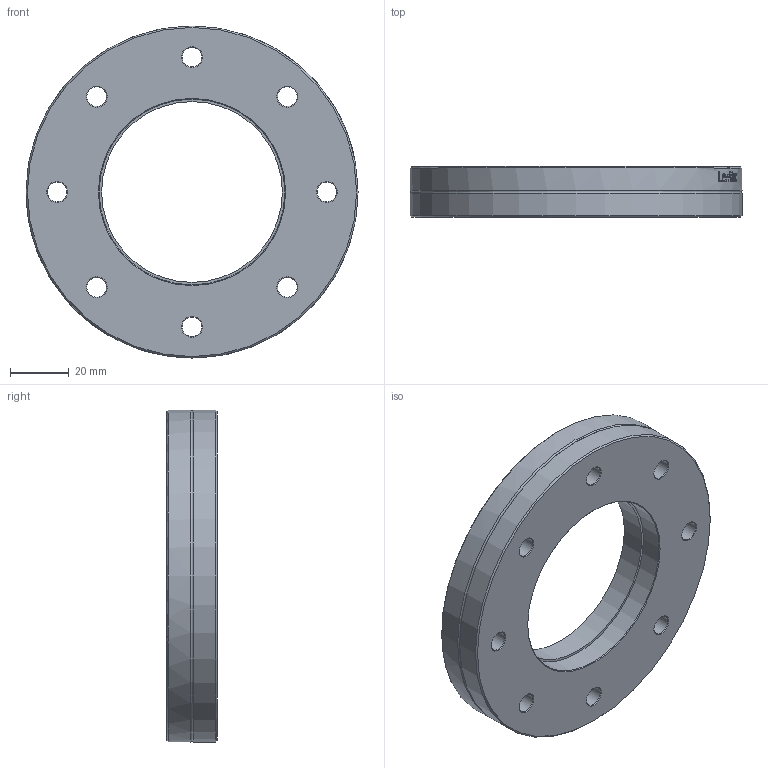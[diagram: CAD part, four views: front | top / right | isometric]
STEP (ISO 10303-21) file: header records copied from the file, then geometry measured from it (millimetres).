
FILE_DESCRIPTION(/* description */ (''),/* implementation_level */ '2;1');
FILE_NAME(/* name */ 'FL-63CFT-64.stp',/* time_stamp */ '2018-02-02T12:59:55+00:00',/* author */ ('paul'),/* organization */ (''),/* preprocessor_version */ 'ST-DEVELOPER v16.13',/* originating_system */ 'Autodesk Inventor 2018',/* authorisation */ '');
FILE_SCHEMA (('AUTOMOTIVE_DESIGN { 1 0 10303 214 3 1 1 }'));
Length unit declared in the file: millimetre
Products named in the file (1): FL-63CFT-64
Bounding box: 113.5 x 17.3 x 113.5 mm (x, y, z)
Volume: 114115 mm3; surface area: 26264.5 mm2
Topology: 1 solids, 1 shells, 134 faces, 356 edges, 233 vertices
Faces by surface type: bspline 53, plane 35, cylinder 23, cone 22, torus 1
Full cylindrical faces by diameter (mm): 6.647 x8, 61.8 x1, 63.5 x1, 82.5 x1, 113.5 x2
Entity records: 15466 total; most frequent: CARTESIAN_POINT 12494, ORIENTED_EDGE 624, DIRECTION 495, EDGE_CURVE 312, VERTEX_POINT 223, EDGE_LOOP 195, AXIS2_PLACEMENT_3D 190, FACE_OUTER_BOUND 134
